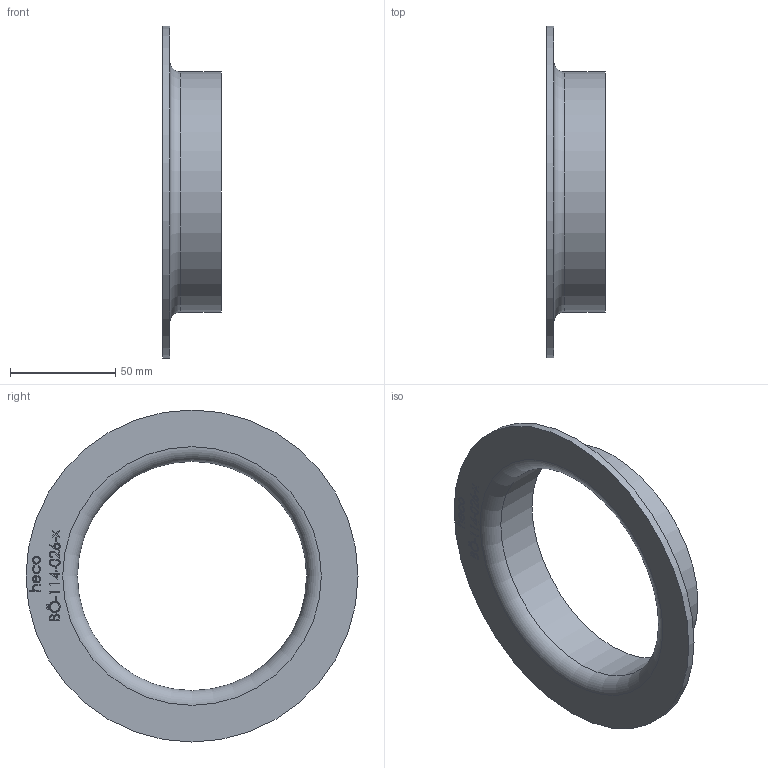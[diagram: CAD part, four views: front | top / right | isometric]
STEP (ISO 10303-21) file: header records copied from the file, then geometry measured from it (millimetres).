
FILE_DESCRIPTION (( 'STEP AP214' ), '1' );
FILE_NAME ('BÖ-114-026-x Vorschweissbördel 2012.STEP', '2020-12-03T10:03:31', ( '' ), ( '' ), 'SwSTEP 2.0', 'SolidWorks 2019', '' );
FILE_SCHEMA (( 'AUTOMOTIVE_DESIGN' ));
Length unit declared in the file: millimetre
Products named in the file (1): BÖ-114-026-x Vorschweissbördel 2012
Bounding box: 28 x 158 x 158 mm (x, y, z)
Volume: 56511.4 mm3; surface area: 38891.6 mm2
Topology: 1 solids, 1 shells, 198 faces, 505 edges, 336 vertices
Faces by surface type: plane 109, bspline 84, cylinder 3, torus 2
Full cylindrical faces by diameter (mm): 109.1 x1, 114.3 x1, 158 x1
Entity records: 12596 total; most frequent: CARTESIAN_POINT 6343, ORIENTED_EDGE 1000, DIRECTION 570, EDGE_CURVE 500, VERTEX_POINT 336, LINE 324, VECTOR 324, EDGE_LOOP 232
